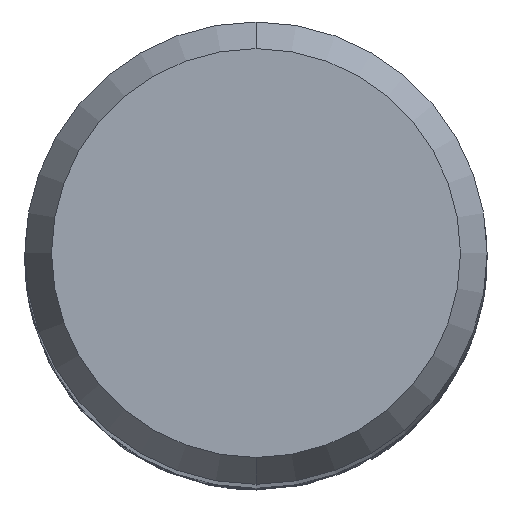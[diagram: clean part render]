
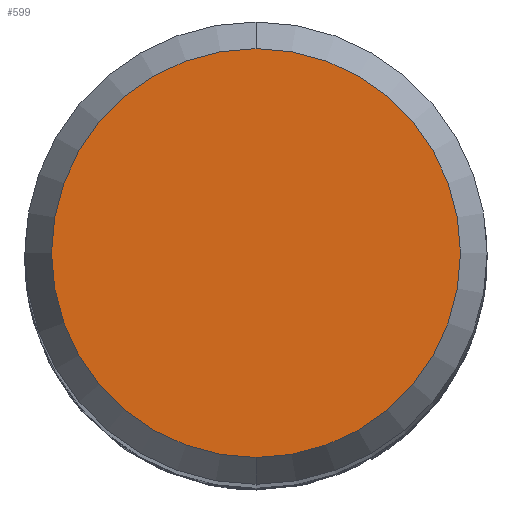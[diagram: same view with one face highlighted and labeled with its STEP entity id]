
A CAD part, top view. The second image highlights one B-rep face of the part: STEP entity #599.
In plain terms, the highlighted planar face has unit normal (0, 0, 1).
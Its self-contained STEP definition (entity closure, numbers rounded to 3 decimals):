
#537=VERTEX_POINT('',#1448);
#599=ADVANCED_FACE('',(#1514),#1515,.T.);
#847=VERTEX_POINT('',#1786);
#1147=EDGE_CURVE('',#537,#847,#2112,.T.);
#1255=EDGE_CURVE('',#847,#537,#2230,.T.);
#1448=CARTESIAN_POINT('',(0.,-3.538,0.0));
#1514=FACE_OUTER_BOUND('',#3587,.T.);
#1515=PLANE('',#3588);
#1786=CARTESIAN_POINT('',(0.0,3.538,0.0));
#2112=CIRCLE('',#9556,3.538);
#2230=CIRCLE('',#11112,3.538);
#3587=EDGE_LOOP('',(#13252,#13253));
#3588=AXIS2_PLACEMENT_3D('',#13254,#13255,#13256);
#9556=AXIS2_PLACEMENT_3D('',#13831,#13832,#13833);
#11112=AXIS2_PLACEMENT_3D('',#13956,#13957,#13958);
#13252=ORIENTED_EDGE('',*,*,#1255,.F.);
#13253=ORIENTED_EDGE('',*,*,#1147,.F.);
#13254=CARTESIAN_POINT('',(0.0,1.769,0.0));
#13255=DIRECTION('',(-0.0,0.0,1.0));
#13256=DIRECTION('',(0.0,-1.0,0.0));
#13831=CARTESIAN_POINT('',(0.0,0.0,0.0));
#13832=DIRECTION('',(0.0,0.0,-1.0));
#13833=DIRECTION('',(0.0,1.0,0.0));
#13956=CARTESIAN_POINT('',(0.0,0.0,0.0));
#13957=DIRECTION('',(0.0,0.0,-1.0));
#13958=DIRECTION('',(0.0,1.0,0.0));
